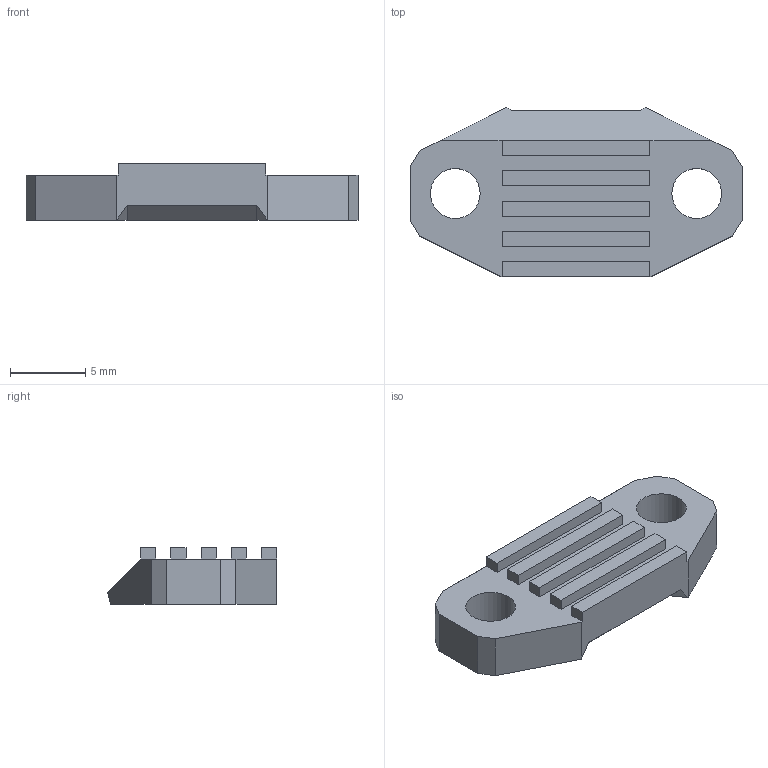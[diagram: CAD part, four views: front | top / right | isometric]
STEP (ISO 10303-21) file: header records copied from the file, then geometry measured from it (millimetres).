
FILE_DESCRIPTION(/* description */ (''),/* implementation_level */ '2;1');
FILE_NAME(/* name */ 'face_belt_grabber.step',/* time_stamp */ '2022-06-27T14:17:12+01:00',/* author */ (''),/* organization */ (''),/* preprocessor_version */ 'ST-DEVELOPER v19',/* originating_system */ 'Autodesk Translation Framework v11.7.0.108',/* authorisation */ '');
FILE_SCHEMA (('AUTOMOTIVE_DESIGN { 1 0 10303 214 3 1 1 }'));
Length unit declared in the file: millimetre
Products named in the file (1): face_belt_grabber
Bounding box: 22 x 11.21 x 3.75 mm (x, y, z)
Volume: 566.4 mm3; surface area: 660.1 mm2
Topology: 1 solids, 1 shells, 50 faces, 131 edges, 86 vertices
Faces by surface type: plane 48, cylinder 2
Full cylindrical faces by diameter (mm): 3.3 x2
Entity records: 1548 total; most frequent: CARTESIAN_POINT 268, ORIENTED_EDGE 262, DIRECTION 237, EDGE_CURVE 131, LINE 127, VECTOR 127, VERTEX_POINT 86, EDGE_LOOP 57
